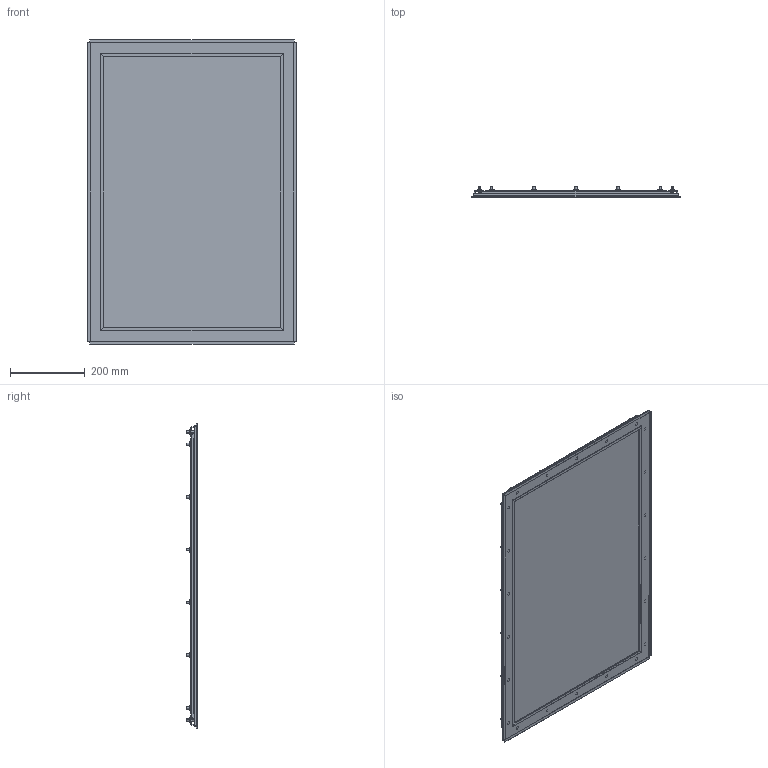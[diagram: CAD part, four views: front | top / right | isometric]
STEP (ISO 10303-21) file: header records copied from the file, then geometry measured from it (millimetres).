
FILE_DESCRIPTION (( 'STEP AP203' ), '1' );
FILE_NAME ('1481WN42919_Default.step', '2019-11-12T17:56:29', ( '' ), ( '' ), 'SwSTEP 2.0', 'SolidWorks 2019', '' );
FILE_SCHEMA (( 'CONFIG_CONTROL_DESIGN' ));
Length unit declared in the file: inch
Products named in the file (1): 1481WN42919_Default
Bounding box: 559.43 x 27.23 x 813.43 mm (x, y, z)
Volume: 3000813.5 mm3; surface area: 1428133.8 mm2
Topology: 51 solids, 51 shells, 850 faces, 1844 edges, 1118 vertices
Faces by surface type: plane 356, cone 286, cylinder 200, bspline 8
Entity records: 23989 total; most frequent: CARTESIAN_POINT 5885, ORIENTED_EDGE 3688, DIRECTION 3656, EDGE_CURVE 1844, AXIS2_PLACEMENT_3D 1513, VERTEX_POINT 1118, EDGE_LOOP 964, FACE_OUTER_BOUND 850
